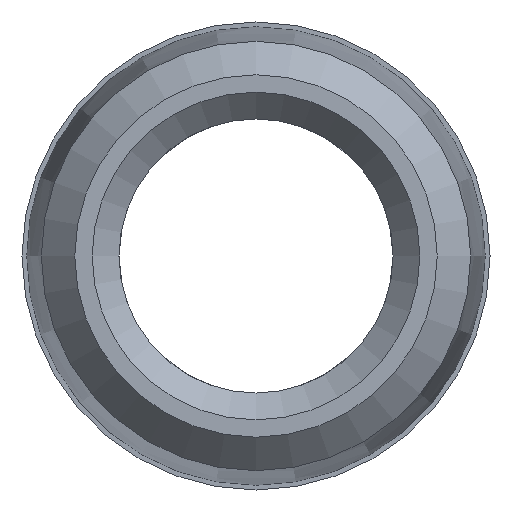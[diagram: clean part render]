
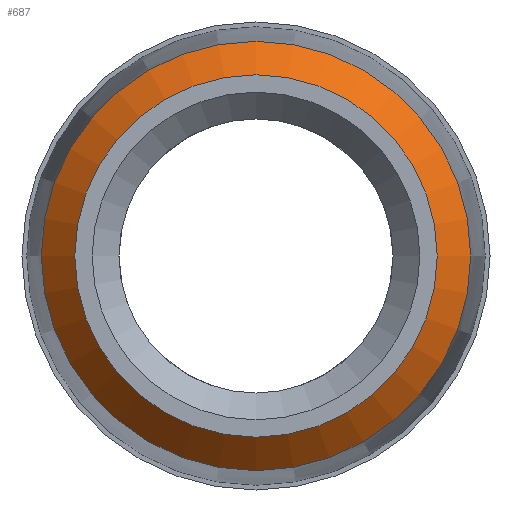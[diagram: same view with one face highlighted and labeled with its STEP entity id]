
A CAD part, left-side view. The second image highlights one B-rep face of the part: STEP entity #687.
In plain terms, the highlighted conical face has half-angle 45 degrees and reference radius 5.92 mm.
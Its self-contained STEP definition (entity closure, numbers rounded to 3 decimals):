
#37=CONICAL_SURFACE('',#810,5.92,0.785);
#96=CIRCLE('',#809,5.42);
#97=CIRCLE('',#811,6.42);
#135=FACE_OUTER_BOUND('',#176,.T.);
#176=EDGE_LOOP('',(#617,#618,#619,#620));
#235=LINE('',#1236,#280);
#280=VECTOR('',#1010,5.92);
#339=VERTEX_POINT('',#1231);
#340=VERTEX_POINT('',#1234);
#432=EDGE_CURVE('',#339,#339,#96,.T.);
#433=EDGE_CURVE('',#340,#340,#97,.T.);
#434=EDGE_CURVE('',#340,#339,#235,.T.);
#617=ORIENTED_EDGE('',*,*,#433,.F.);
#618=ORIENTED_EDGE('',*,*,#434,.T.);
#619=ORIENTED_EDGE('',*,*,#432,.T.);
#620=ORIENTED_EDGE('',*,*,#434,.F.);
#687=ADVANCED_FACE('',(#135),#37,.T.);
#809=AXIS2_PLACEMENT_3D('',#1232,#1004,#1005);
#810=AXIS2_PLACEMENT_3D('',#1233,#1006,#1007);
#811=AXIS2_PLACEMENT_3D('',#1235,#1008,#1009);
#1004=DIRECTION('center_axis',(1.,0.,0.));
#1005=DIRECTION('ref_axis',(0.,0.,-1.));
#1006=DIRECTION('center_axis',(1.,0.,0.));
#1007=DIRECTION('ref_axis',(0.,1.,0.));
#1008=DIRECTION('center_axis',(1.,0.,0.));
#1009=DIRECTION('ref_axis',(0.,0.,-1.));
#1010=DIRECTION('',(-0.707,0.707,0.));
#1231=CARTESIAN_POINT('',(0.,-5.42,0.));
#1232=CARTESIAN_POINT('Origin',(0.,0.,0.));
#1233=CARTESIAN_POINT('Origin',(0.5,0.,0.));
#1234=CARTESIAN_POINT('',(1.,-6.42,0.));
#1235=CARTESIAN_POINT('Origin',(1.,0.,0.));
#1236=CARTESIAN_POINT('',(0.5,-5.92,0.));
